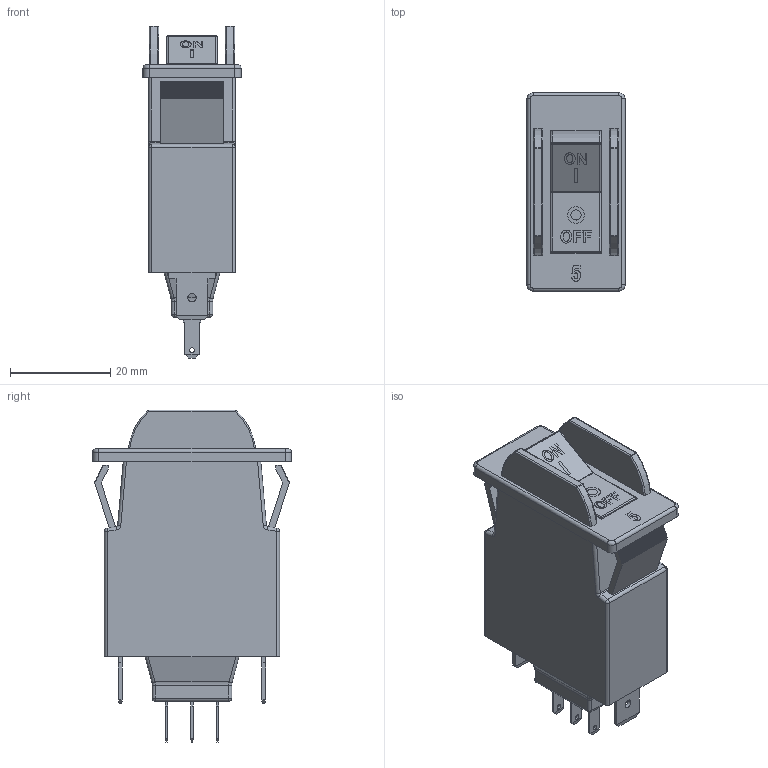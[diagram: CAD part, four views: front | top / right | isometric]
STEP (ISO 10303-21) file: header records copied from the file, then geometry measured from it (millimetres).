
FILE_DESCRIPTION (( 'STEP AP214' ), '1' );
FILE_NAME ('3750-289-E.STEP', '2019-01-28T17:06:33', ( '' ), ( '' ), 'SwSTEP 2.0', 'SolidWorks 2018', '' );
FILE_SCHEMA (( 'AUTOMOTIVE_DESIGN' ));
Length unit declared in the file: inch
Products named in the file (2): 3750-289-E
Bounding box: 19.56 x 39.62 x 66.19 mm (x, y, z)
Volume: 27200.3 mm3; surface area: 9420.3 mm2
Topology: 2 solids, 2 shells, 531 faces, 1351 edges, 851 vertices
Faces by surface type: plane 342, cylinder 82, bspline 59, sphere 26, torus 22
Entity records: 22861 total; most frequent: CARTESIAN_POINT 6568, ORIENTED_EDGE 2686, DIRECTION 2344, EDGE_CURVE 1343, LINE 1018, VECTOR 1018, VERTEX_POINT 851, AXIS2_PLACEMENT_3D 663
